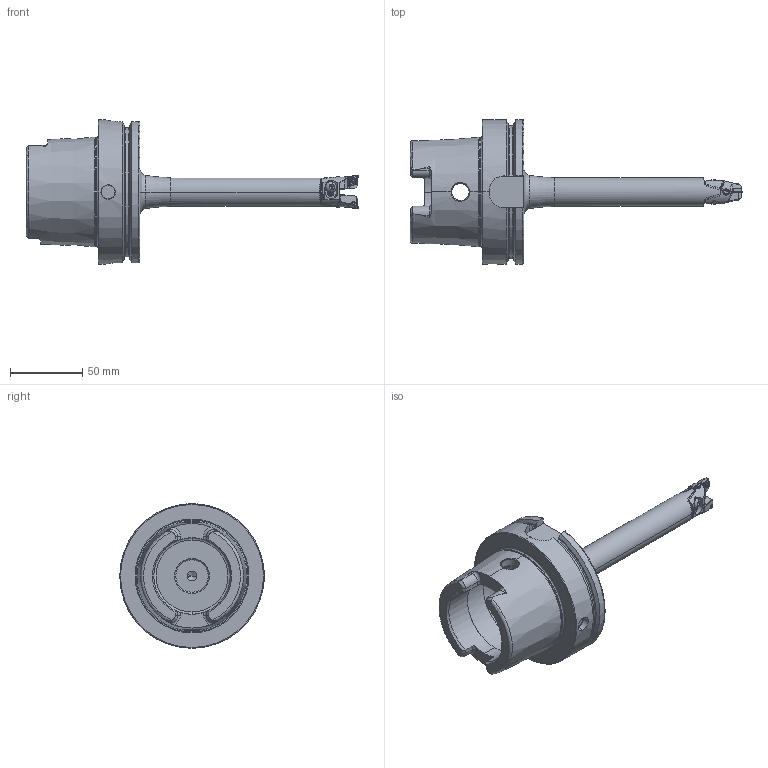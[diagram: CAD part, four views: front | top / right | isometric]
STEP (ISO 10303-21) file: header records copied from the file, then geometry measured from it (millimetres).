
FILE_DESCRIPTION (( 'STEP AP203' ), '1' );
FILE_NAME ('HA0.Z20.K22.180.STEP', '2024-08-20T13:10:45', ( '' ), ( '' ), 'SwSTEP 2.0', 'SolidWorks 2022', '' );
FILE_SCHEMA (( 'CONFIG_CONTROL_DESIGN' ));
Length unit declared in the file: millimetre
Products named in the file (10): Z20-ER1.002.008_A; Z20-ER3.001.007_A; HA0.Z20.K22.180; Z20-WCA.001.015; Z20-ER1.001.008; WCA-ER2.001.006_A; CCMT060204; HA0-Z20.K21.180_A_Fertigbearbeitung; Z20-xxx.001.015_D; Z20-ER1.003.008_A_gespannt
Assembly tree (14 placements, depth 3):
  HA0.Z20.K22.180
    HA0-Z20.K21.180_A_Fertigbearbeitung
    Z20-ER1.001.008  x2
      Z20-ER1.002.008_A
      Z20-ER1.003.008_A_gespannt
    Z20-WCA.001.015
      Z20-xxx.001.015_D  x2
      WCA-ER2.001.006_A  x2
      CCMT060204  x2
      Z20-ER3.001.007_A  x2
Bounding box: 229.9 x 100 x 100 mm (x, y, z)
Volume: 294271.2 mm3; surface area: 64929.2 mm2
Topology: 13 solids, 13 shells, 989 faces, 2626 edges, 1650 vertices
Faces by surface type: plane 429, cylinder 255, bspline 112, cone 112, torus 61, sphere 20
Entity records: 26076 total; most frequent: CARTESIAN_POINT 10027, ORIENTED_EDGE 3470, DIRECTION 2722, EDGE_CURVE 1735, VERTEX_POINT 1104, AXIS2_PLACEMENT_3D 1002, LINE 718, VECTOR 718
